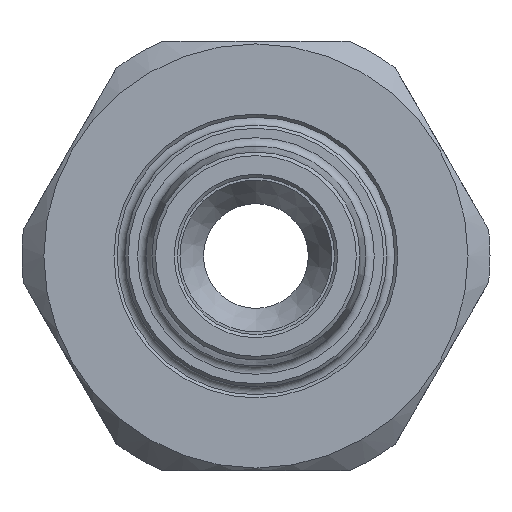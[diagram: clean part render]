
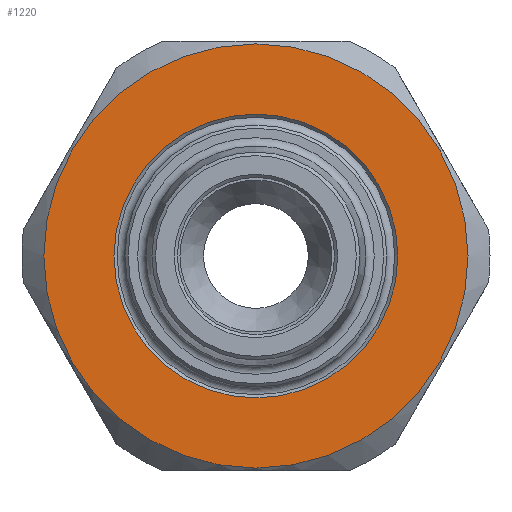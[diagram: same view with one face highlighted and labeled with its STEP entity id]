
A CAD part, left-side view. The second image highlights one B-rep face of the part: STEP entity #1220.
In plain terms, the highlighted planar face has unit normal (-1, 0, 0).
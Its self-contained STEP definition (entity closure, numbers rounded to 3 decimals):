
#38=FACE_BOUND('',#233,.T.);
#112=PLANE('',#1397);
#152=FACE_OUTER_BOUND('',#232,.T.);
#232=EDGE_LOOP('',(#924));
#233=EDGE_LOOP('',(#925));
#430=CIRCLE('',#1377,20.25);
#440=CIRCLE('',#1396,13.55);
#552=VERTEX_POINT('',#2097);
#561=VERTEX_POINT('',#2132);
#684=EDGE_CURVE('',#552,#552,#430,.T.);
#698=EDGE_CURVE('',#561,#561,#440,.T.);
#924=ORIENTED_EDGE('',*,*,#684,.T.);
#925=ORIENTED_EDGE('',*,*,#698,.F.);
#1220=ADVANCED_FACE('',(#152,#38),#112,.T.);
#1377=AXIS2_PLACEMENT_3D('',#2099,#1615,#1616);
#1396=AXIS2_PLACEMENT_3D('',#2133,#1656,#1657);
#1397=AXIS2_PLACEMENT_3D('',#2135,#1659,#1660);
#1615=DIRECTION('center_axis',(-1.,0.,0.));
#1616=DIRECTION('ref_axis',(0.,1.,0.));
#1656=DIRECTION('center_axis',(-1.,0.,0.));
#1657=DIRECTION('ref_axis',(0.,0.,-1.));
#1659=DIRECTION('center_axis',(-1.,0.,0.));
#1660=DIRECTION('ref_axis',(0.,0.,1.));
#2097=CARTESIAN_POINT('',(-16.,-20.25,0.));
#2099=CARTESIAN_POINT('Origin',(-16.,0.,0.));
#2132=CARTESIAN_POINT('',(-16.,0.,13.55));
#2133=CARTESIAN_POINT('Origin',(-16.,0.,0.));
#2135=CARTESIAN_POINT('Origin',(-16.,0.,0.));
